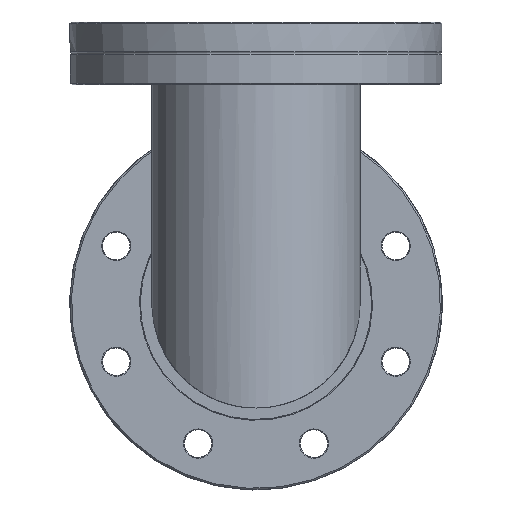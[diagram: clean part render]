
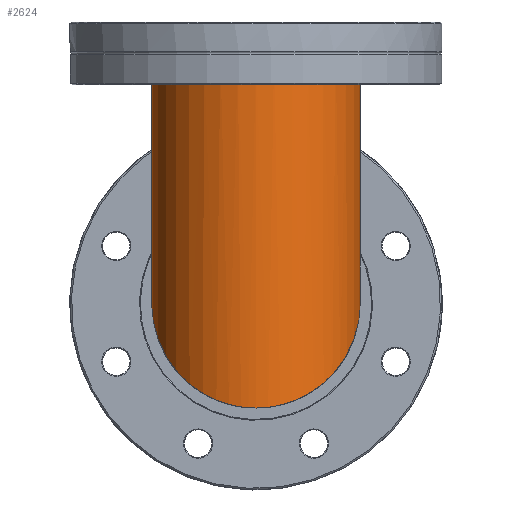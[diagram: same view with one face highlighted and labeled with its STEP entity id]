
A CAD part, front view. The second image highlights one B-rep face of the part: STEP entity #2624.
In plain terms, the highlighted cylindrical face has radius 31.75 mm (diameter 63.5 mm), a full revolution.
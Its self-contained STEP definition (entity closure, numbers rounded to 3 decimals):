
#11=ELLIPSE('',#2902,44.901,31.75);
#12=ELLIPSE('',#2903,44.901,31.75);
#273=CYLINDRICAL_SURFACE('',#2907,31.75);
#485=FACE_OUTER_BOUND('',#658,.T.);
#658=EDGE_LOOP('',(#2453,#2454,#2455,#2456,#2457));
#798=LINE('',#17165,#936);
#936=VECTOR('',#3455,31.75);
#1039=CIRCLE('',#2908,31.75);
#1294=VERTEX_POINT('',#17152);
#1295=VERTEX_POINT('',#17153);
#1298=VERTEX_POINT('',#17163);
#1679=EDGE_CURVE('',#1294,#1295,#11,.T.);
#1680=EDGE_CURVE('',#1295,#1294,#12,.T.);
#1684=EDGE_CURVE('',#1298,#1298,#1039,.T.);
#1685=EDGE_CURVE('',#1298,#1295,#798,.T.);
#2453=ORIENTED_EDGE('',*,*,#1684,.F.);
#2454=ORIENTED_EDGE('',*,*,#1685,.T.);
#2455=ORIENTED_EDGE('',*,*,#1680,.T.);
#2456=ORIENTED_EDGE('',*,*,#1679,.T.);
#2457=ORIENTED_EDGE('',*,*,#1685,.F.);
#2624=ADVANCED_FACE('',(#485),#273,.T.);
#2902=AXIS2_PLACEMENT_3D('',#17154,#3440,#3441);
#2903=AXIS2_PLACEMENT_3D('',#17155,#3442,#3443);
#2907=AXIS2_PLACEMENT_3D('',#17162,#3451,#3452);
#2908=AXIS2_PLACEMENT_3D('',#17164,#3453,#3454);
#3440=DIRECTION('center_axis',(0.707,0.,0.707));
#3441=DIRECTION('ref_axis',(-0.707,0.,0.707));
#3442=DIRECTION('center_axis',(0.707,0.,0.707));
#3443=DIRECTION('ref_axis',(-0.707,0.,0.707));
#3451=DIRECTION('center_axis',(0.,0.,1.));
#3452=DIRECTION('ref_axis',(-1.,0.,0.));
#3453=DIRECTION('center_axis',(0.,0.,1.));
#3454=DIRECTION('ref_axis',(-1.,0.,0.));
#3455=DIRECTION('',(0.,0.,-1.));
#17152=CARTESIAN_POINT('',(-31.75,0.,63.5));
#17153=CARTESIAN_POINT('',(31.75,0.,0.));
#17154=CARTESIAN_POINT('Origin',(0.,0.,31.75));
#17155=CARTESIAN_POINT('Origin',(0.,0.,31.75));
#17162=CARTESIAN_POINT('Origin',(0.,0.,0.));
#17163=CARTESIAN_POINT('',(31.75,0.,108.15));
#17164=CARTESIAN_POINT('Origin',(0.,0.,108.15));
#17165=CARTESIAN_POINT('',(31.75,0.,0.));
